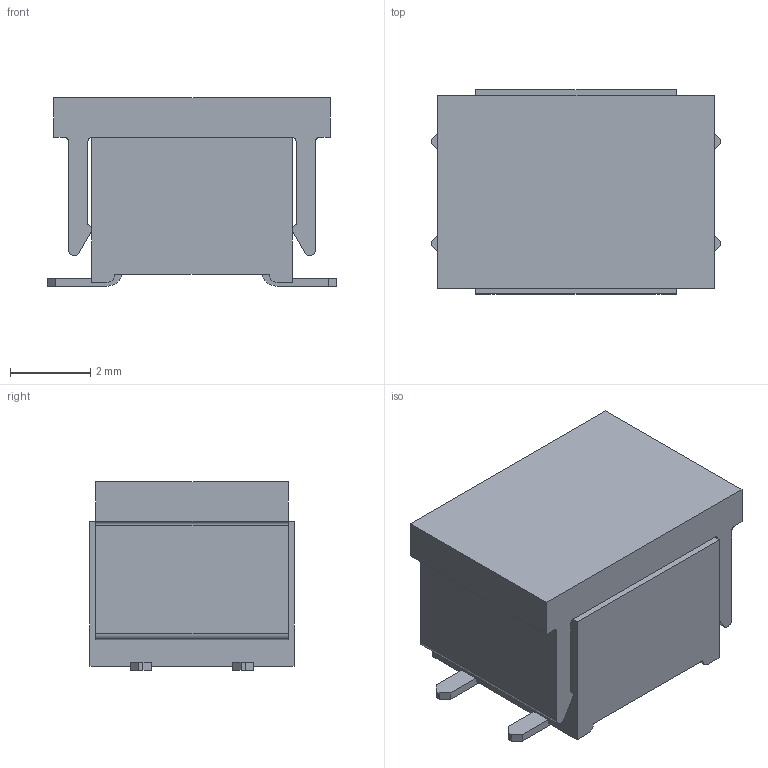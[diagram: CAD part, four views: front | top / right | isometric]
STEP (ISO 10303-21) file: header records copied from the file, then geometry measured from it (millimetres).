
FILE_DESCRIPTION(/* description */ ('Unknown'),/* implementation_level */ '2;1');
FILE_NAME(/* name */ 'J_Wurth_WR-PHD_610304243021',/* time_stamp */ '2025-04-21T11:02:08+08:00',/* author */ ('Unknown'),/* organization */ ('Unknown'),/* preprocessor_version */ 'ST-DEVELOPER v19.4',/* originating_system */ 'Solid Edge',/* authorisation */ 'Unknown');
FILE_SCHEMA (('AUTOMOTIVE_DESIGN {1 0 10303 214 3 1 1}'));
Length unit declared in the file: millimetre
Products named in the file (2): J_Wurth_WR-PHD_610304243021
Assembly tree (1 placements, depth 2):
  J_Wurth_WR-PHD_610304243021
    J_Wurth_WR-PHD_610304243021
Bounding box: 7.2 x 5.08 x 4.69 mm (x, y, z)
Volume: 119.6 mm3; surface area: 431.1 mm2
Topology: 6 solids, 6 shells, 384 faces, 1040 edges, 664 vertices
Faces by surface type: plane 278, cylinder 106
Entity records: 12161 total; most frequent: CARTESIAN_POINT 2090, ORIENTED_EDGE 2080, DIRECTION 2032, EDGE_CURVE 1040, LINE 820, VECTOR 820, VERTEX_POINT 664, AXIS2_PLACEMENT_3D 606
